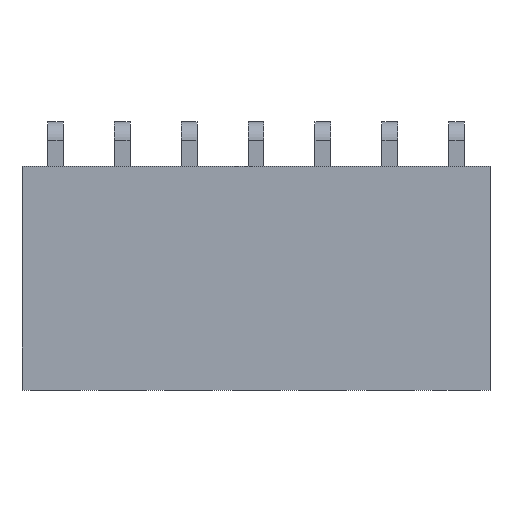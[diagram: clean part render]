
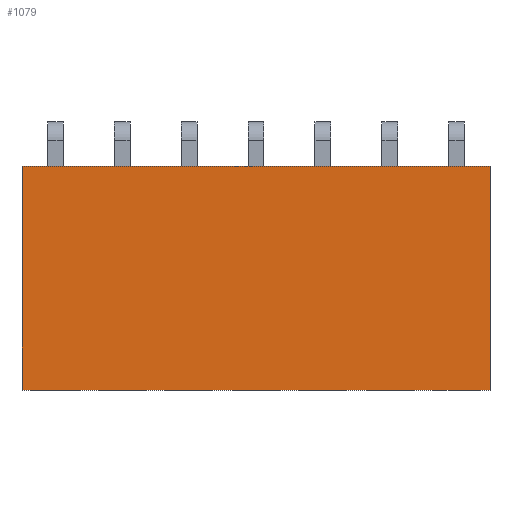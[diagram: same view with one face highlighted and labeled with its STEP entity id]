
A CAD part, top view. The second image highlights one B-rep face of the part: STEP entity #1079.
In plain terms, the highlighted planar face has unit normal (0, 0, 1).
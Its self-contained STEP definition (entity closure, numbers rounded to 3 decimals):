
#1079=ADVANCED_FACE('',(#4623),#4625,.T.);
#4623=FACE_BOUND('',#4624,.T.);
#4624=EDGE_LOOP('',(#7465,#7466,#7467,#7468));
#4625=PLANE('',#4626);
#4626=AXIS2_PLACEMENT_3D('',#4627,#4628,#4629);
#4627=CARTESIAN_POINT('',(1.27,-1.5,2.54));
#4628=DIRECTION('',(0.,0.,1.));
#4629=DIRECTION('',(-1.,0.,0.));
#7465=ORIENTED_EDGE('',*,*,#9353,.T.);
#7466=ORIENTED_EDGE('',*,*,#9463,.F.);
#7467=ORIENTED_EDGE('',*,*,#9360,.F.);
#7468=ORIENTED_EDGE('',*,*,#9492,.T.);
#9353=EDGE_CURVE('',#10729,#10727,#10730,.T.);
#9360=EDGE_CURVE('',#10739,#10741,#10742,.T.);
#9463=EDGE_CURVE('',#10741,#10727,#10915,.T.);
#9492=EDGE_CURVE('',#10739,#10729,#10972,.T.);
#10727=VERTEX_POINT('',#13289);
#10729=VERTEX_POINT('',#13293);
#10730=LINE('',#13294,#13295);
#10739=VERTEX_POINT('',#13315);
#10741=VERTEX_POINT('',#13319);
#10742=LINE('',#13320,#13321);
#10915=LINE('',#13703,#13704);
#10972=LINE('',#13818,#13819);
#13289=CARTESIAN_POINT('',(-1.27,-10.,2.54));
#13293=CARTESIAN_POINT('',(-1.27,-1.5,2.54));
#13294=CARTESIAN_POINT('',(-1.27,-1.5,2.54));
#13295=VECTOR('',#13296,1.);
#13296=DIRECTION('',(0.,-1.,0.));
#13315=CARTESIAN_POINT('',(16.51,-1.5,2.54));
#13319=CARTESIAN_POINT('',(16.51,-10.,2.54));
#13320=CARTESIAN_POINT('',(16.51,-1.5,2.54));
#13321=VECTOR('',#13322,1.);
#13322=DIRECTION('',(0.,-1.,0.));
#13703=CARTESIAN_POINT('',(16.51,-10.,2.54));
#13704=VECTOR('',#13705,1.);
#13705=DIRECTION('',(-1.,0.,0.));
#13818=CARTESIAN_POINT('',(16.51,-1.5,2.54));
#13819=VECTOR('',#13820,1.);
#13820=DIRECTION('',(-1.,0.,0.));
